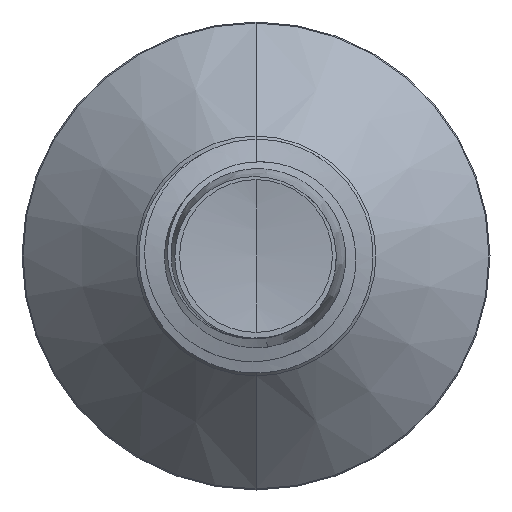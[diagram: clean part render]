
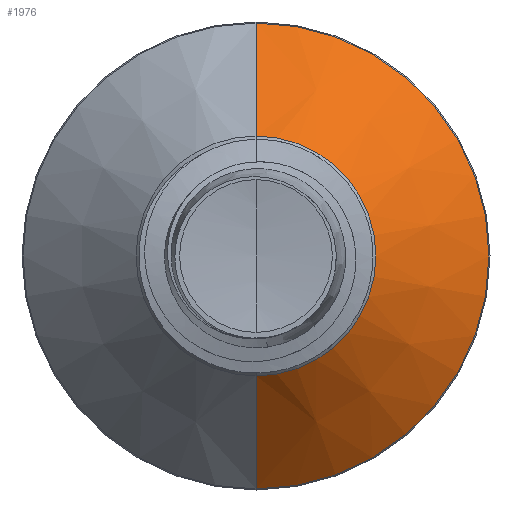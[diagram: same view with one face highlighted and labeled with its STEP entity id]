
A CAD part, front view. The second image highlights one B-rep face of the part: STEP entity #1976.
In plain terms, the highlighted conical face has half-angle 45 degrees and reference radius 2.563 mm.
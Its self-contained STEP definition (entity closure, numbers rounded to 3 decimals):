
#1594 = DIRECTION ( 'NONE',  ( 0., 1., 0. ) ) ;
#1737 = LINE ( 'NONE', #9884, #8970 ) ;
#1862 = CIRCLE ( 'NONE', #3646, 4.978 ) ;
#1901 = CARTESIAN_POINT ( 'NONE',  ( 0., 4.728, 4.978 ) ) ;
#1976 = ADVANCED_FACE ( 'NONE', ( #8384 ), #8089, .T. ) ;
#2001 = DIRECTION ( 'NONE',  ( 0., 1., 0. ) ) ;
#2293 = EDGE_CURVE ( 'NONE', #3763, #3740, #7514, .T. ) ;
#2313 = CIRCLE ( 'NONE', #10435, 2.563 ) ;
#2506 = VECTOR ( 'NONE', #4514, 1000. ) ;
#2564 = ORIENTED_EDGE ( 'NONE', *, *, #9948, .F. ) ;
#3646 = AXIS2_PLACEMENT_3D ( 'NONE', #3706, #10327, #4669 ) ;
#3706 = CARTESIAN_POINT ( 'NONE',  ( 0., 4.728, 0. ) ) ;
#3740 = VERTEX_POINT ( 'NONE', #8071 ) ;
#3763 = VERTEX_POINT ( 'NONE', #11019 ) ;
#4247 = DIRECTION ( 'NONE',  ( 0., 0.707, 0.707 ) ) ;
#4348 = CARTESIAN_POINT ( 'NONE',  ( 0., 2.313, 2.563 ) ) ;
#4514 = DIRECTION ( 'NONE',  ( 0., 0.707, -0.707 ) ) ;
#4669 = DIRECTION ( 'NONE',  ( 0., 0., 1. ) ) ;
#4919 = CARTESIAN_POINT ( 'NONE',  ( 0., 2.313, 0. ) ) ;
#6199 = AXIS2_PLACEMENT_3D ( 'NONE', #4919, #2001, #7686 ) ;
#7096 = ORIENTED_EDGE ( 'NONE', *, *, #12010, .F. ) ;
#7233 = CARTESIAN_POINT ( 'NONE',  ( 0., 2.313, 0. ) ) ;
#7389 = ORIENTED_EDGE ( 'NONE', *, *, #2293, .T. ) ;
#7514 = LINE ( 'NONE', #10167, #2506 ) ;
#7532 = EDGE_CURVE ( 'NONE', #8918, #3763, #2313, .T. ) ;
#7686 = DIRECTION ( 'NONE',  ( 0., 0., 1. ) ) ;
#7694 = EDGE_LOOP ( 'NONE', ( #10291, #7389, #7096, #2564 ) ) ;
#8071 = CARTESIAN_POINT ( 'NONE',  ( 0., 4.728, -4.978 ) ) ;
#8089 = CONICAL_SURFACE ( 'NONE', #6199, 2.563, 0.785 ) ;
#8153 = DIRECTION ( 'NONE',  ( 0., 0., 1. ) ) ;
#8384 = FACE_OUTER_BOUND ( 'NONE', #7694, .T. ) ;
#8918 = VERTEX_POINT ( 'NONE', #4348 ) ;
#8970 = VECTOR ( 'NONE', #4247, 1000. ) ;
#9884 = CARTESIAN_POINT ( 'NONE',  ( 0., 2.313, 2.563 ) ) ;
#9948 = EDGE_CURVE ( 'NONE', #8918, #11845, #1737, .T. ) ;
#10167 = CARTESIAN_POINT ( 'NONE',  ( 0., 2.313, -2.563 ) ) ;
#10291 = ORIENTED_EDGE ( 'NONE', *, *, #7532, .T. ) ;
#10327 = DIRECTION ( 'NONE',  ( 0., 1., 0. ) ) ;
#10435 = AXIS2_PLACEMENT_3D ( 'NONE', #7233, #1594, #8153 ) ;
#11019 = CARTESIAN_POINT ( 'NONE',  ( 0., 2.313, -2.563 ) ) ;
#11845 = VERTEX_POINT ( 'NONE', #1901 ) ;
#12010 = EDGE_CURVE ( 'NONE', #11845, #3740, #1862, .T. ) ;
